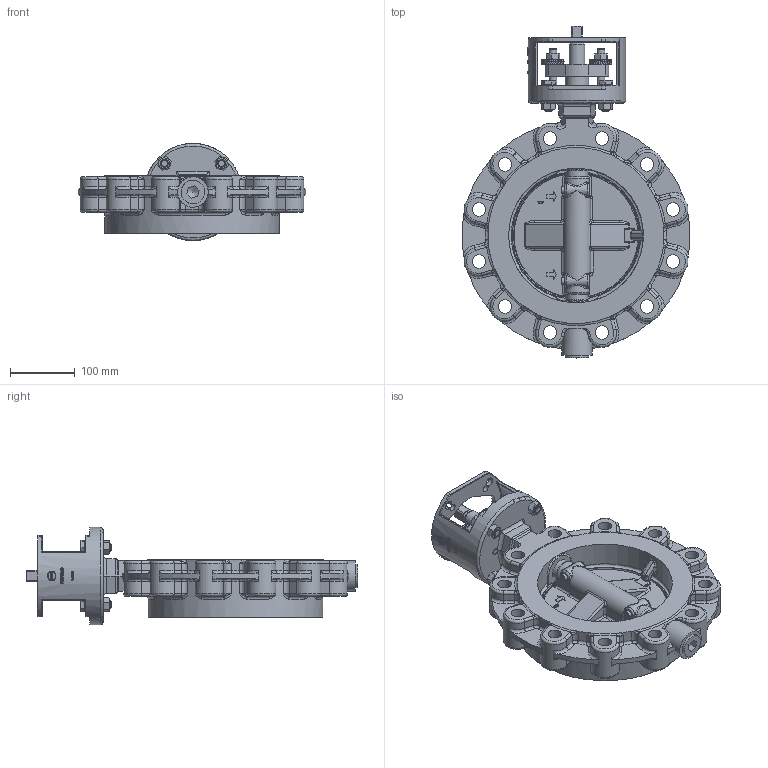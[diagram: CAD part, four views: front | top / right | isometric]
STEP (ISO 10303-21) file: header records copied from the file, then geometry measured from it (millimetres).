
FILE_DESCRIPTION(/* description */ (''),/* implementation_level */ '2;1');
FILE_NAME(/* name */ 'HP114-SEG-K3 DN200 PN25.stp',/* time_stamp */ '2018-11-23T08:54:21+01:00',/* author */ ('hellwig'),/* organization */ (''),/* preprocessor_version */ 'ST-DEVELOPER v16.5',/* originating_system */ 'Autodesk Inventor 2017',/* authorisation */ '');
FILE_SCHEMA (('CONFIG_CONTROL_DESIGN'));
Products named in the file (1): M55328
Bounding box: 351.49 x 512.2 x 150 mm (x, y, z)
Volume: 8642 mm3; surface area: 785904 mm2
Topology: 14 solids, 17 shells, 1917 faces, 4754 edges, 2906 vertices
Faces by surface type: plane 648, cylinder 541, bspline 324, torus 235, cone 161, sphere 8
Full cylindrical faces by diameter (mm): 10 x14, 10.106 x2, 10.2 x2, 11.053 x4, 12 x12, 12.3 x12, 13 x2, 14 x4, 17.2 x4, 20.752 x12, 21.5 x1, 24 x2, 24.05 x4, 24.1 x1, 24.2 x4, 26 x1, 27.2 x1, 27.3 x2, 27.35 x2, 28 x1, 28.376 x2, 30 x1, 33.4 x2, 34 x12, 35.8 x1, 35.9 x1, 36 x3, 36.2 x1, 47 x1, 150 x1
Entity records: 96061 total; most frequent: CARTESIAN_POINT 51984, ORIENTED_EDGE 8640, DIRECTION 8532, EDGE_CURVE 4308, AXIS2_PLACEMENT_3D 3471, VERTEX_POINT 2801, EDGE_LOOP 2405, STYLED_ITEM 1917
